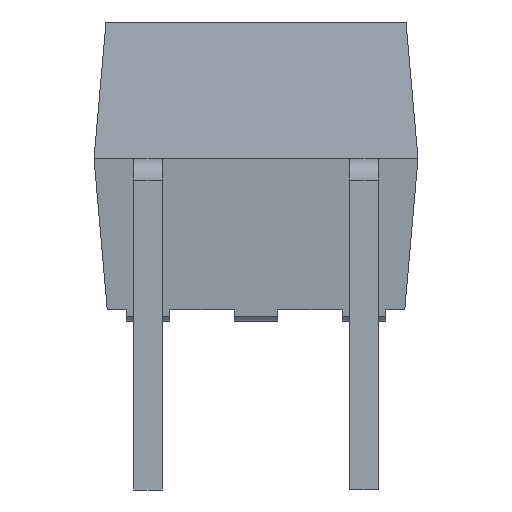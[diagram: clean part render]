
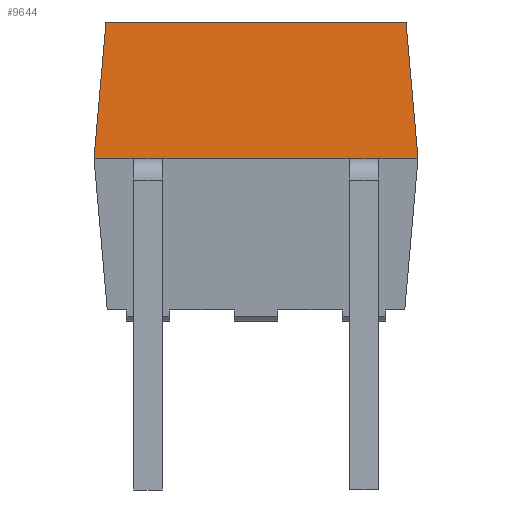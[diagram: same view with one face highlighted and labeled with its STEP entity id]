
A CAD part, left-side view. The second image highlights one B-rep face of the part: STEP entity #9644.
In plain terms, the highlighted planar face has unit normal (-0.996, 0, 0.087).
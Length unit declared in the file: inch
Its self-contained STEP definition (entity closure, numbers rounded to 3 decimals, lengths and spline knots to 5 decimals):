
#8425=CARTESIAN_POINT('',(-0.26569,0.12419,0.105));
#8426=VERTEX_POINT('',#8425);
#8433=CARTESIAN_POINT('',(-0.26569,-0.08419,0.105));
#8434=VERTEX_POINT('',#8433);
#8435=CARTESIAN_POINT('',(-0.26569,-0.08419,0.105));
#8436=DIRECTION('',(0.0,1.0,0.0));
#8437=VECTOR('',#8436,0.20838);
#8438=LINE('',#8435,#8437);
#8439=EDGE_CURVE('',#8426,#8434,#8438,.F.);
#9582=CARTESIAN_POINT('',(-0.26572,0.02,0.10464));
#9583=DIRECTION('',(-0.996,0.,0.087));
#9584=DIRECTION('',(0.087,0.,0.996));
#9585=AXIS2_PLACEMENT_3D('',#9582,#9583,#9584);
#9586=PLANE('',#9585);
#9587=CARTESIAN_POINT('',(-0.274,-0.0925,0.01));
#9588=VERTEX_POINT('',#9587);
#9589=CARTESIAN_POINT('',(-0.274,-0.065,0.01));
#9590=VERTEX_POINT('',#9589);
#9591=CARTESIAN_POINT('',(-0.274,-0.0925,0.01));
#9592=DIRECTION('',(0.0,1.0,0.0));
#9593=VECTOR('',#9592,0.0275);
#9594=LINE('',#9591,#9593);
#9595=EDGE_CURVE('',#9588,#9590,#9594,.T.);
#9596=ORIENTED_EDGE('',*,*,#9595,.F.);
#9597=CARTESIAN_POINT('',(-0.274,-0.0925,0.01));
#9598=DIRECTION('',(0.087,0.087,0.992));
#9599=VECTOR('',#9598,0.09572);
#9600=LINE('',#9597,#9599);
#9601=EDGE_CURVE('',#9588,#8434,#9600,.T.);
#9602=ORIENTED_EDGE('',*,*,#9601,.T.);
#9603=ORIENTED_EDGE('',*,*,#8439,.F.);
#9604=CARTESIAN_POINT('',(-0.274,0.1325,0.01));
#9605=VERTEX_POINT('',#9604);
#9606=CARTESIAN_POINT('',(-0.26569,0.12419,0.105));
#9607=DIRECTION('',(-0.087,0.087,-0.992));
#9608=VECTOR('',#9607,0.09572);
#9609=LINE('',#9606,#9608);
#9610=EDGE_CURVE('',#8426,#9605,#9609,.T.);
#9611=ORIENTED_EDGE('',*,*,#9610,.T.);
#9612=CARTESIAN_POINT('',(-0.274,0.105,0.01));
#9613=VERTEX_POINT('',#9612);
#9614=CARTESIAN_POINT('',(-0.274,0.105,0.01));
#9615=DIRECTION('',(0.0,1.0,0.0));
#9616=VECTOR('',#9615,0.0275);
#9617=LINE('',#9614,#9616);
#9618=EDGE_CURVE('',#9613,#9605,#9617,.T.);
#9619=ORIENTED_EDGE('',*,*,#9618,.F.);
#9620=CARTESIAN_POINT('',(-0.274,0.085,0.01));
#9621=VERTEX_POINT('',#9620);
#9622=CARTESIAN_POINT('',(-0.274,0.085,0.01));
#9623=DIRECTION('',(0.0,1.0,0.0));
#9624=VECTOR('',#9623,0.02);
#9625=LINE('',#9622,#9624);
#9626=EDGE_CURVE('',#9621,#9613,#9625,.T.);
#9627=ORIENTED_EDGE('',*,*,#9626,.F.);
#9628=CARTESIAN_POINT('',(-0.274,-0.045,0.01));
#9629=VERTEX_POINT('',#9628);
#9630=CARTESIAN_POINT('',(-0.274,-0.045,0.01));
#9631=DIRECTION('',(0.0,1.0,0.0));
#9632=VECTOR('',#9631,0.13);
#9633=LINE('',#9630,#9632);
#9634=EDGE_CURVE('',#9629,#9621,#9633,.T.);
#9635=ORIENTED_EDGE('',*,*,#9634,.F.);
#9636=CARTESIAN_POINT('',(-0.274,-0.065,0.01));
#9637=DIRECTION('',(0.0,1.0,0.0));
#9638=VECTOR('',#9637,0.02);
#9639=LINE('',#9636,#9638);
#9640=EDGE_CURVE('',#9590,#9629,#9639,.T.);
#9641=ORIENTED_EDGE('',*,*,#9640,.F.);
#9642=EDGE_LOOP('',(#9596,#9602,#9603,#9611,#9619,#9627,#9635,#9641));
#9643=FACE_OUTER_BOUND('',#9642,.T.);
#9644=ADVANCED_FACE('',(#9643),#9586,.T.);
